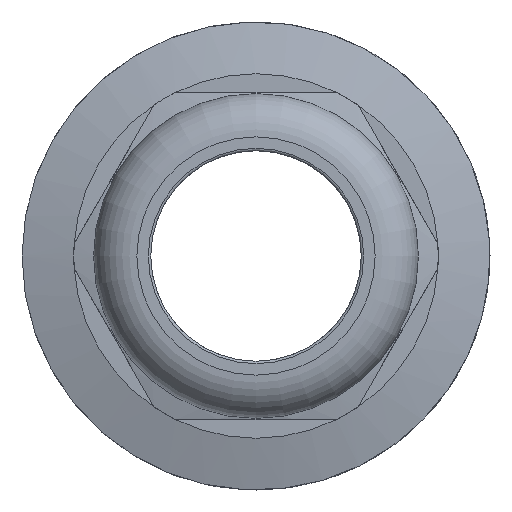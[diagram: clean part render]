
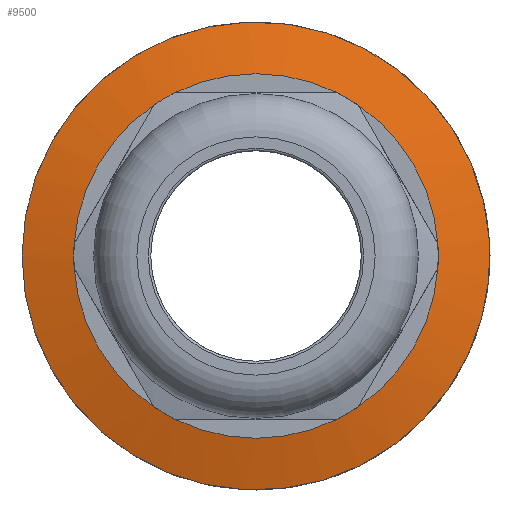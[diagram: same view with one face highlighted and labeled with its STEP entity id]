
A CAD part, left-side view. The second image highlights one B-rep face of the part: STEP entity #9500.
In plain terms, the highlighted conical face has half-angle 75.554 degrees and reference radius 17.17 mm.
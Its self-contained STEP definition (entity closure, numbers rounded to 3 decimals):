
#231=CONICAL_SURFACE('',#10245,17.17,75.554);
#464=FACE_BOUND('',#1915,.T.);
#556=CIRCLE('',#10209,15.035);
#557=CIRCLE('',#10212,15.035);
#558=CIRCLE('',#10215,15.035);
#559=CIRCLE('',#10218,15.035);
#560=CIRCLE('',#10221,15.035);
#561=CIRCLE('',#10224,15.035);
#563=CIRCLE('',#10227,15.035);
#565=CIRCLE('',#10230,15.035);
#567=CIRCLE('',#10233,15.035);
#568=CIRCLE('',#10235,15.035);
#570=CIRCLE('',#10238,15.035);
#574=CIRCLE('',#10244,15.035);
#575=CIRCLE('',#10246,19.305);
#1299=FACE_OUTER_BOUND('',#1914,.T.);
#1914=EDGE_LOOP('',(#6567,#6568,#6569,#6570,#6571,#6572,#6573,#6574,#6575,
#6576,#6577,#6578));
#1915=EDGE_LOOP('',(#6579));
#3957=VERTEX_POINT('',#16149);
#3958=VERTEX_POINT('',#16151);
#3961=VERTEX_POINT('',#16162);
#3962=VERTEX_POINT('',#16164);
#3965=VERTEX_POINT('',#16175);
#3966=VERTEX_POINT('',#16177);
#3969=VERTEX_POINT('',#16188);
#3970=VERTEX_POINT('',#16190);
#3973=VERTEX_POINT('',#16201);
#3974=VERTEX_POINT('',#16203);
#3977=VERTEX_POINT('',#16214);
#3978=VERTEX_POINT('',#16216);
#3980=VERTEX_POINT('',#16243);
#4916=EDGE_CURVE('',#3958,#3957,#556,.T.);
#4921=EDGE_CURVE('',#3962,#3961,#557,.T.);
#4926=EDGE_CURVE('',#3966,#3965,#558,.T.);
#4931=EDGE_CURVE('',#3970,#3969,#559,.T.);
#4936=EDGE_CURVE('',#3974,#3973,#560,.T.);
#4941=EDGE_CURVE('',#3978,#3977,#561,.T.);
#4943=EDGE_CURVE('',#3957,#3974,#563,.T.);
#4945=EDGE_CURVE('',#3961,#3970,#565,.T.);
#4947=EDGE_CURVE('',#3965,#3978,#567,.T.);
#4948=EDGE_CURVE('',#3969,#3966,#568,.T.);
#4950=EDGE_CURVE('',#3973,#3962,#570,.T.);
#4954=EDGE_CURVE('',#3977,#3958,#574,.T.);
#4955=EDGE_CURVE('',#3980,#3980,#575,.T.);
#6567=ORIENTED_EDGE('',*,*,#4950,.T.);
#6568=ORIENTED_EDGE('',*,*,#4921,.T.);
#6569=ORIENTED_EDGE('',*,*,#4945,.T.);
#6570=ORIENTED_EDGE('',*,*,#4931,.T.);
#6571=ORIENTED_EDGE('',*,*,#4948,.T.);
#6572=ORIENTED_EDGE('',*,*,#4926,.T.);
#6573=ORIENTED_EDGE('',*,*,#4947,.T.);
#6574=ORIENTED_EDGE('',*,*,#4941,.T.);
#6575=ORIENTED_EDGE('',*,*,#4954,.T.);
#6576=ORIENTED_EDGE('',*,*,#4916,.T.);
#6577=ORIENTED_EDGE('',*,*,#4943,.T.);
#6578=ORIENTED_EDGE('',*,*,#4936,.T.);
#6579=ORIENTED_EDGE('',*,*,#4955,.T.);
#9500=ADVANCED_FACE('',(#1299,#464),#231,.T.);
#10209=AXIS2_PLACEMENT_3D('',#16155,#11555,#11556);
#10212=AXIS2_PLACEMENT_3D('',#16168,#11564,#11565);
#10215=AXIS2_PLACEMENT_3D('',#16181,#11573,#11574);
#10218=AXIS2_PLACEMENT_3D('',#16194,#11582,#11583);
#10221=AXIS2_PLACEMENT_3D('',#16207,#11591,#11592);
#10224=AXIS2_PLACEMENT_3D('',#16220,#11600,#11601);
#10227=AXIS2_PLACEMENT_3D('',#16223,#11606,#11607);
#10230=AXIS2_PLACEMENT_3D('',#16226,#11612,#11613);
#10233=AXIS2_PLACEMENT_3D('',#16229,#11618,#11619);
#10235=AXIS2_PLACEMENT_3D('',#16231,#11622,#11623);
#10238=AXIS2_PLACEMENT_3D('',#16234,#11628,#11629);
#10244=AXIS2_PLACEMENT_3D('',#16241,#11640,#11641);
#10245=AXIS2_PLACEMENT_3D('',#16242,#11642,#11643);
#10246=AXIS2_PLACEMENT_3D('',#16244,#11644,#11645);
#11555=DIRECTION('center_axis',(1.,0.,0.));
#11556=DIRECTION('ref_axis',(0.,0.,-1.));
#11564=DIRECTION('center_axis',(1.,0.,0.));
#11565=DIRECTION('ref_axis',(0.,0.,-1.));
#11573=DIRECTION('center_axis',(1.,0.,0.));
#11574=DIRECTION('ref_axis',(0.,0.,-1.));
#11582=DIRECTION('center_axis',(1.,0.,0.));
#11583=DIRECTION('ref_axis',(0.,0.,-1.));
#11591=DIRECTION('center_axis',(1.,0.,0.));
#11592=DIRECTION('ref_axis',(0.,0.,-1.));
#11600=DIRECTION('center_axis',(1.,0.,0.));
#11601=DIRECTION('ref_axis',(0.,0.,-1.));
#11606=DIRECTION('center_axis',(1.,0.,0.));
#11607=DIRECTION('ref_axis',(0.,0.,-1.));
#11612=DIRECTION('center_axis',(1.,0.,0.));
#11613=DIRECTION('ref_axis',(0.,0.,-1.));
#11618=DIRECTION('center_axis',(1.,0.,0.));
#11619=DIRECTION('ref_axis',(0.,0.,-1.));
#11622=DIRECTION('center_axis',(1.,0.,0.));
#11623=DIRECTION('ref_axis',(0.,0.,-1.));
#11628=DIRECTION('center_axis',(1.,0.,0.));
#11629=DIRECTION('ref_axis',(0.,0.,-1.));
#11640=DIRECTION('center_axis',(1.,0.,0.));
#11641=DIRECTION('ref_axis',(0.,0.,-1.));
#11642=DIRECTION('center_axis',(1.,0.,0.));
#11643=DIRECTION('ref_axis',(0.,-1.,0.));
#11644=DIRECTION('center_axis',(-1.,0.,0.));
#11645=DIRECTION('ref_axis',(0.,-1.,0.));
#16149=CARTESIAN_POINT('',(-6.5,6.618,-13.5));
#16151=CARTESIAN_POINT('',(-6.5,-6.618,-13.5));
#16155=CARTESIAN_POINT('Origin',(-6.5,0.,0.));
#16162=CARTESIAN_POINT('',(-6.5,8.382,12.482));
#16164=CARTESIAN_POINT('',(-6.5,15.,1.018));
#16168=CARTESIAN_POINT('Origin',(-6.5,0.,0.));
#16175=CARTESIAN_POINT('',(-6.5,-15.,1.018));
#16177=CARTESIAN_POINT('',(-6.5,-8.382,12.482));
#16181=CARTESIAN_POINT('Origin',(-6.5,0.,0.));
#16188=CARTESIAN_POINT('',(-6.5,-6.618,13.5));
#16190=CARTESIAN_POINT('',(-6.5,6.618,13.5));
#16194=CARTESIAN_POINT('Origin',(-6.5,0.,0.));
#16201=CARTESIAN_POINT('',(-6.5,15.,-1.018));
#16203=CARTESIAN_POINT('',(-6.5,8.382,-12.482));
#16207=CARTESIAN_POINT('Origin',(-6.5,0.,0.));
#16214=CARTESIAN_POINT('',(-6.5,-8.382,-12.482));
#16216=CARTESIAN_POINT('',(-6.5,-15.,-1.018));
#16220=CARTESIAN_POINT('Origin',(-6.5,0.,0.));
#16223=CARTESIAN_POINT('Origin',(-6.5,0.,0.));
#16226=CARTESIAN_POINT('Origin',(-6.5,0.,0.));
#16229=CARTESIAN_POINT('Origin',(-6.5,0.,0.));
#16231=CARTESIAN_POINT('Origin',(-6.5,0.,0.));
#16234=CARTESIAN_POINT('Origin',(-6.5,0.,0.));
#16241=CARTESIAN_POINT('Origin',(-6.5,0.,0.));
#16242=CARTESIAN_POINT('Origin',(-5.95,0.,0.));
#16243=CARTESIAN_POINT('',(-5.4,19.305,0.));
#16244=CARTESIAN_POINT('Origin',(-5.4,0.,0.));
